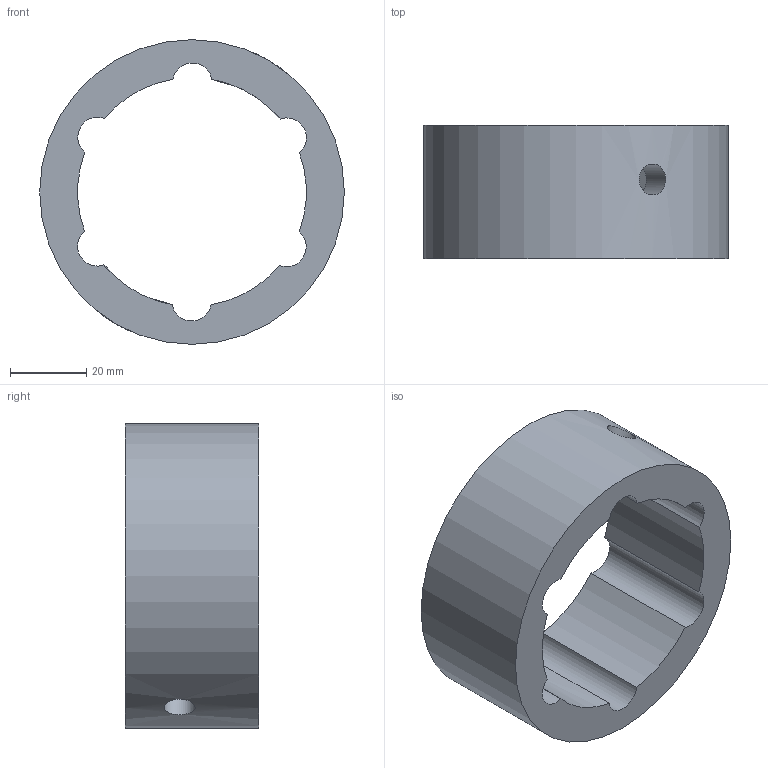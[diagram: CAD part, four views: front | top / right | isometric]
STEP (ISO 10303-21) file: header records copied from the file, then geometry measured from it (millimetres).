
FILE_DESCRIPTION(/* description */ (''),/* implementation_level */ '2;1');
FILE_NAME(/* name */ 'central axis cover 3-4.stp',/* time_stamp */ '2017-03-31T17:56:27+02:00',/* author */ ('Admin'),/* organization */ (''),/* preprocessor_version */ 'ST-DEVELOPER v16.1',/* originating_system */ 'Autodesk Inventor 2016',/* authorisation */ '');
FILE_SCHEMA (('AUTOMOTIVE_DESIGN { 1 0 10303 214 3 1 1 }'));
Length unit declared in the file: millimetre
Products named in the file (1): segmentos eje central final
Bounding box: 79.9 x 35 x 79.9 mm (x, y, z)
Volume: 69213.5 mm3; surface area: 20580.3 mm2
Topology: 1 solids, 1 shells, 17 faces, 47 edges, 32 vertices
Faces by surface type: cylinder 15, plane 2
Full cylindrical faces by diameter (mm): 8.1 x2, 79.9 x1
Entity records: 699 total; most frequent: CARTESIAN_POINT 226, DIRECTION 100, ORIENTED_EDGE 86, AXIS2_PLACEMENT_3D 44, EDGE_CURVE 43, VERTEX_POINT 31, CIRCLE 26, EDGE_LOOP 26
